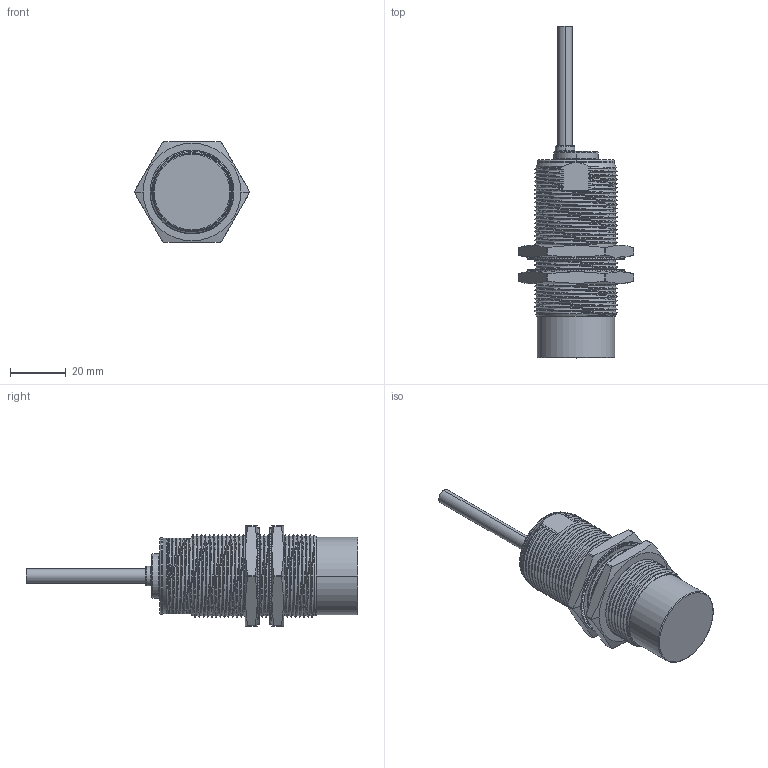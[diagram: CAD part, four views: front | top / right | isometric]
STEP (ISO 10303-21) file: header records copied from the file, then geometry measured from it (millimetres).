
FILE_DESCRIPTION(/* description */ (''),/* implementation_level */ '2;1');
FILE_NAME(/* name */ 'ELCO_Ni22-G30-OA41L.stp',/* time_stamp */ '2025-12-18T09:03:42+08:00',/* author */ (''),/* organization */ (''),/* preprocessor_version */ 'ST-DEVELOPER v16',/* originating_system */ 'SIEMENS PLM Software NX 10.0',/* authorisation */ '');
FILE_SCHEMA (('AUTOMOTIVE_DESIGN { 1 0 10303 214 3 1 1 1 }'));
Length unit declared in the file: millimetre
Products named in the file (1): Admi0CD878D6fx51
Bounding box: 41.41 x 119 x 36 mm (x, y, z)
Volume: 51444 mm3; surface area: 15074.4 mm2
Topology: 3 solids, 3 shells, 874 faces, 2563 edges, 1699 vertices
Faces by surface type: plane 687, cylinder 114, bspline 46, cone 14, torus 13
Entity records: 42946 total; most frequent: CARTESIAN_POINT 21566, ORIENTED_EDGE 5126, DIRECTION 3525, EDGE_CURVE 2563, VERTEX_POINT 1699, AXIS2_PLACEMENT_3D 1357, B_SPLINE_CURVE_WITH_KNOTS 1224, EDGE_LOOP 882
